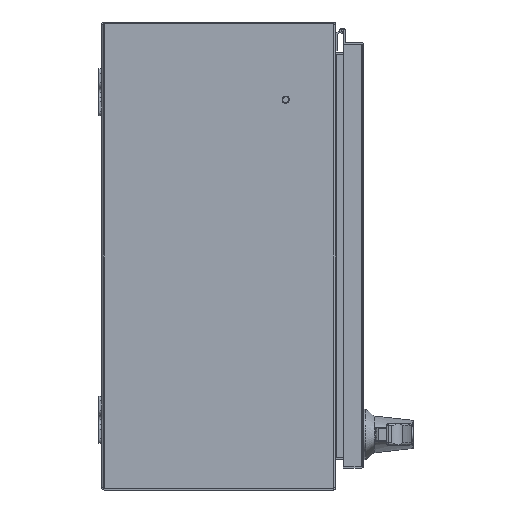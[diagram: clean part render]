
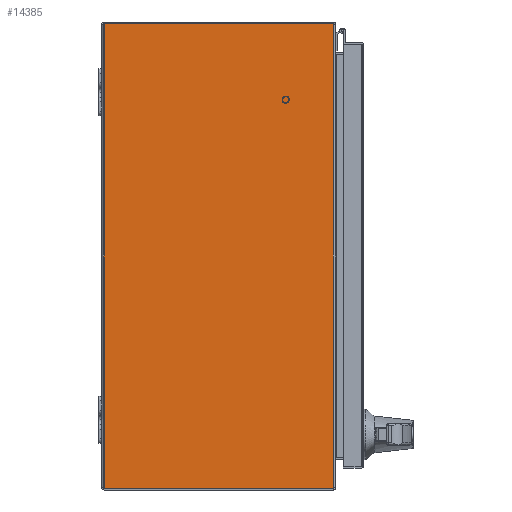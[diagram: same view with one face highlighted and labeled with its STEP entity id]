
A CAD part, front view. The second image highlights one B-rep face of the part: STEP entity #14385.
In plain terms, the highlighted face is planar.
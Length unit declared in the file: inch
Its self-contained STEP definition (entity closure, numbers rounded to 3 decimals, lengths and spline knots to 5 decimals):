
#5057 = ORIENTED_EDGE ( 'NONE', *, *, #48384, .F. ) ;
#5593 = VERTEX_POINT ( 'NONE', #11816 ) ;
#7636 = EDGE_LOOP ( 'NONE', ( #5057, #78579, #8532, #108162, #82721, #80322 ) ) ;
#8532 = ORIENTED_EDGE ( 'NONE', *, *, #101837, .F. ) ;
#9102 = AXIS2_PLACEMENT_3D ( 'NONE', #31612, #64510, #23906 ) ;
#11281 = VERTEX_POINT ( 'NONE', #17532 ) ;
#11816 = CARTESIAN_POINT ( 'NONE',  ( 9.92789, -9.85858, -12. ) ) ;
#11848 = CARTESIAN_POINT ( 'NONE',  ( -69.406, 0., -12. ) ) ;
#12507 = VECTOR ( 'NONE', #59883, 39.37008 ) ;
#13618 = DIRECTION ( 'NONE',  ( 0., -1., 0. ) ) ;
#14385 = ADVANCED_FACE ( 'NONE', ( #69288 ), #20223, .F. ) ;
#17532 = CARTESIAN_POINT ( 'NONE',  ( 9.92214, -9.892, -12. ) ) ;
#20223 = PLANE ( 'NONE',  #102106 ) ;
#23356 = LINE ( 'NONE', #105622, #61235 ) ;
#23906 = DIRECTION ( 'NONE',  ( -1., 0., 0. ) ) ;
#27744 = CARTESIAN_POINT ( 'NONE',  ( 9.92789, 39.37008, -12. ) ) ;
#28581 = CIRCLE ( 'NONE', #67882, 0.1 ) ;
#29302 = CARTESIAN_POINT ( 'NONE',  ( 9.82789, -9.85858, -12. ) ) ;
#31612 = CARTESIAN_POINT ( 'NONE',  ( -9.82789, -9.85858, -12. ) ) ;
#34662 = LINE ( 'NONE', #85123, #12507 ) ;
#38749 = CARTESIAN_POINT ( 'NONE',  ( -9.92789, -0.108, -12. ) ) ;
#41070 = CARTESIAN_POINT ( 'NONE',  ( -9.92214, -9.892, -12. ) ) ;
#44045 = VERTEX_POINT ( 'NONE', #61602 ) ;
#45670 = EDGE_CURVE ( 'NONE', #72377, #11281, #34662, .T. ) ;
#48384 = EDGE_CURVE ( 'NONE', #11281, #5593, #28581, .T. ) ;
#49057 = VERTEX_POINT ( 'NONE', #38749 ) ;
#52927 = CARTESIAN_POINT ( 'NONE',  ( -69.406, -0.108, -12. ) ) ;
#54208 = DIRECTION ( 'NONE',  ( 1., 0., 0. ) ) ;
#57663 = LINE ( 'NONE', #52927, #90401 ) ;
#58654 = VERTEX_POINT ( 'NONE', #61164 ) ;
#59883 = DIRECTION ( 'NONE',  ( 1., 0., 0. ) ) ;
#61164 = CARTESIAN_POINT ( 'NONE',  ( 9.92789, -0.108, -12. ) ) ;
#61235 = VECTOR ( 'NONE', #13618, 39.37008 ) ;
#61602 = CARTESIAN_POINT ( 'NONE',  ( -9.92789, -9.85858, -12. ) ) ;
#64510 = DIRECTION ( 'NONE',  ( 0., 0., 1. ) ) ;
#64769 = LINE ( 'NONE', #27744, #67392 ) ;
#65338 = EDGE_CURVE ( 'NONE', #58654, #5593, #64769, .T. ) ;
#67392 = VECTOR ( 'NONE', #76411, 39.37008 ) ;
#67882 = AXIS2_PLACEMENT_3D ( 'NONE', #29302, #87483, #54208 ) ;
#69178 = DIRECTION ( 'NONE',  ( 1., 0., 0. ) ) ;
#69288 = FACE_OUTER_BOUND ( 'NONE', #7636, .T. ) ;
#70230 = DIRECTION ( 'NONE',  ( 0., 0., 1. ) ) ;
#72377 = VERTEX_POINT ( 'NONE', #41070 ) ;
#73769 = CIRCLE ( 'NONE', #9102, 0.1 ) ;
#76411 = DIRECTION ( 'NONE',  ( 0., -1., 0. ) ) ;
#78579 = ORIENTED_EDGE ( 'NONE', *, *, #45670, .F. ) ;
#80322 = ORIENTED_EDGE ( 'NONE', *, *, #65338, .T. ) ;
#82721 = ORIENTED_EDGE ( 'NONE', *, *, #104613, .F. ) ;
#85123 = CARTESIAN_POINT ( 'NONE',  ( -69.406, -9.892, -12. ) ) ;
#87483 = DIRECTION ( 'NONE',  ( 0., 0., 1. ) ) ;
#90401 = VECTOR ( 'NONE', #103695, 39.37008 ) ;
#101837 = EDGE_CURVE ( 'NONE', #44045, #72377, #73769, .T. ) ;
#102106 = AXIS2_PLACEMENT_3D ( 'NONE', #11848, #70230, #69178 ) ;
#103695 = DIRECTION ( 'NONE',  ( -1., 0., 0. ) ) ;
#104613 = EDGE_CURVE ( 'NONE', #58654, #49057, #57663, .T. ) ;
#105622 = CARTESIAN_POINT ( 'NONE',  ( -9.92789, 39.37008, -12. ) ) ;
#105980 = EDGE_CURVE ( 'NONE', #49057, #44045, #23356, .T. ) ;
#108162 = ORIENTED_EDGE ( 'NONE', *, *, #105980, .F. ) ;
